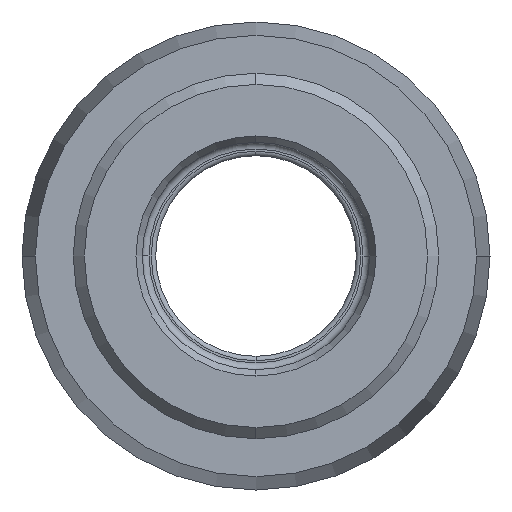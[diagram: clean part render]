
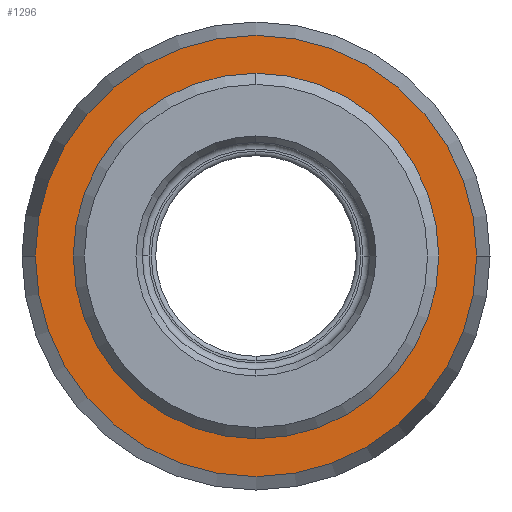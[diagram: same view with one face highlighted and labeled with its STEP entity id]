
A CAD part, left-side view. The second image highlights one B-rep face of the part: STEP entity #1296.
In plain terms, the highlighted planar face has unit normal (-1, 0, 0).
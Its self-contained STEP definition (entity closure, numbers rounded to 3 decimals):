
#120=CARTESIAN_POINT('',(-16.,0.,0.));
#121=DIRECTION('',(-1.,0.,0.));
#122=DIRECTION('',(0.,1.,0.));
#123=AXIS2_PLACEMENT_3D('',#120,#121,#122);
#125=CARTESIAN_POINT('',(-16.,0.,0.));
#126=DIRECTION('',(1.,0.,0.));
#127=DIRECTION('',(0.,1.,0.));
#128=AXIS2_PLACEMENT_3D('',#125,#126,#127);
#130=CARTESIAN_POINT('',(-16.,0.,0.));
#131=DIRECTION('',(-1.,0.,0.));
#132=DIRECTION('',(0.,0.,-1.));
#133=AXIS2_PLACEMENT_3D('',#130,#131,#132);
#135=CARTESIAN_POINT('',(-16.,0.,0.));
#136=DIRECTION('',(-1.,0.,0.));
#137=DIRECTION('',(0.,0.,1.));
#138=AXIS2_PLACEMENT_3D('',#135,#136,#137);
#895=CARTESIAN_POINT('',(-16.,9.9,0.));
#897=VERTEX_POINT('',#895);
#899=CARTESIAN_POINT('',(-16.,-9.9,0.));
#901=VERTEX_POINT('',#899);
#1022=CARTESIAN_POINT('',(-16.,0.,-8.2));
#1023=CARTESIAN_POINT('',(-16.,0.,8.2));
#1024=VERTEX_POINT('',#1022);
#1025=VERTEX_POINT('',#1023);
#1281=CARTESIAN_POINT('',(-16.,0.,0.));
#1282=DIRECTION('',(1.,0.,0.));
#1283=DIRECTION('',(0.,-1.,0.));
#1284=AXIS2_PLACEMENT_3D('',#1281,#1282,#1283);
#1285=PLANE('',#1284);
#1286=ORIENTED_EDGE('',*,*,#1274,.F.);
#1287=ORIENTED_EDGE('',*,*,#1263,.T.);
#1288=EDGE_LOOP('',(#1286,#1287));
#1289=FACE_OUTER_BOUND('',#1288,.F.);
#1291=ORIENTED_EDGE('',*,*,#1290,.T.);
#1293=ORIENTED_EDGE('',*,*,#1292,.T.);
#1294=EDGE_LOOP('',(#1291,#1293));
#1295=FACE_BOUND('',#1294,.F.);
#1296=ADVANCED_FACE('',(#1289,#1295),#1285,.F.);
#124=CIRCLE('',#123,9.9);
#129=CIRCLE('',#128,9.9);
#134=CIRCLE('',#133,8.2);
#139=CIRCLE('',#138,8.2);
#1263=EDGE_CURVE('',#897,#901,#129,.T.);
#1274=EDGE_CURVE('',#897,#901,#124,.T.);
#1290=EDGE_CURVE('',#1024,#1025,#134,.T.);
#1292=EDGE_CURVE('',#1025,#1024,#139,.T.);
